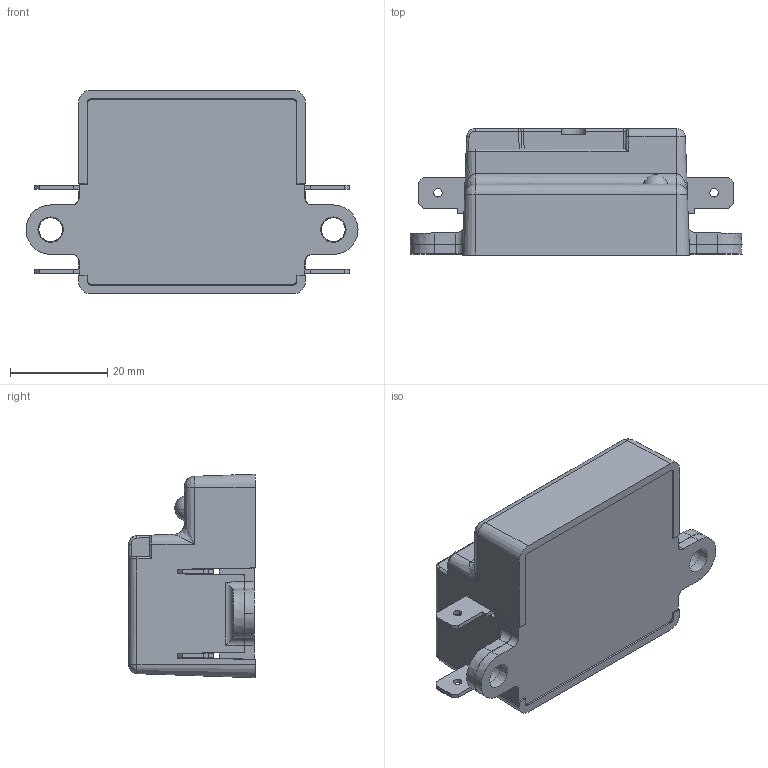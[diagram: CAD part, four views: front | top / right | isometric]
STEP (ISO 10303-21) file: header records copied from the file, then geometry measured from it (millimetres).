
FILE_DESCRIPTION (( 'STEP AP214' ), '1' );
FILE_NAME ('217-0220-STEP-20140818.STEP', '2014-08-18T22:40:43', ( '' ), ( '' ), 'SwSTEP 2.0', 'SolidWorks 2014', '' );
FILE_SCHEMA (( 'AUTOMOTIVE_DESIGN' ));
Length unit declared in the file: inch
Products named in the file (5): 217-0220-002 Rev2; 217-0220-003 Rev2; Light; pseudoblade; 217-0220-STEP-20140818
Assembly tree (7 placements, depth 2):
  217-0220-STEP-20140818
    217-0220-003 Rev2
    217-0220-002 Rev2
    pseudoblade  x4
    Light
Bounding box: 68.33 x 26.04 x 41.91 mm (x, y, z)
Volume: 5428.1 mm3; surface area: 18527.9 mm2
Topology: 6 solids, 9 shells, 293 faces, 792 edges, 512 vertices
Faces by surface type: plane 170, cylinder 44, cone 40, bspline 37, sphere 2
Entity records: 10603 total; most frequent: CARTESIAN_POINT 4236, ORIENTED_EDGE 1374, DIRECTION 1114, EDGE_CURVE 693, LINE 456, VECTOR 456, VERTEX_POINT 452, AXIS2_PLACEMENT_3D 329
